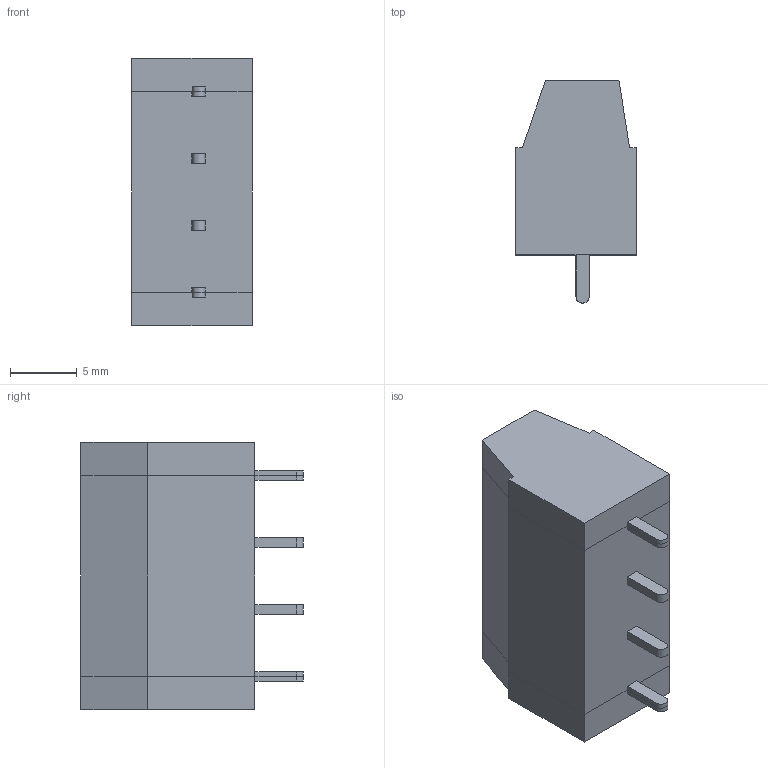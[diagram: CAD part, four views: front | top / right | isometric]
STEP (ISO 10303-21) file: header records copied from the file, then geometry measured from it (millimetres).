
FILE_DESCRIPTION( ( 'Unknown' ), '1' );
FILE_NAME( '691133710004.stp', 'Unknown', ( 'Unknown' ), ( 'Unknown' ), 'PSStep 17.0.49', 'Unknown', ' ' );
FILE_SCHEMA( ( 'AUTOMOTIVE_DESIGN { 1 0 10303 214 1 1 1 1 }' ) );
Length unit declared in the file: millimetre
Products named in the file (4): Assem1; CBL5_SX_PRT.PRT; CBL5_DX_PRT.PRT; CBL5_CNT_PRT.PRT
Assembly tree (3 placements, depth 2):
  Assem1
    CBL5_SX_PRT.PRT
    CBL5_DX_PRT.PRT
    CBL5_CNT_PRT.PRT
Bounding box: 9 x 16.6 x 20 mm (x, y, z)
Volume: 1550.2 mm3; surface area: 2798.6 mm2
Topology: 3 solids, 3 shells, 338 faces, 1032 edges, 672 vertices
Faces by surface type: plane 260, cylinder 78
Full cylindrical faces by diameter (mm): 2.5 x2, 3.7 x2
Entity records: 14246 total; most frequent: CARTESIAN_POINT 2070, ORIENTED_EDGE 2048, DIRECTION 1892, EDGE_CURVE 1024, LINE 832, VECTOR 832, VERTEX_POINT 668, AXIS2_PLACEMENT_3D 530
